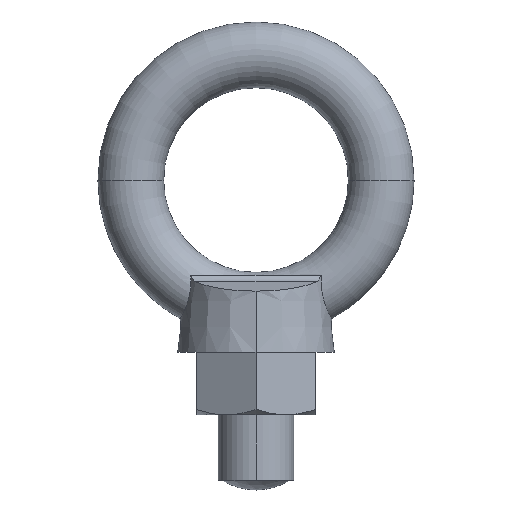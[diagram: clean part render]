
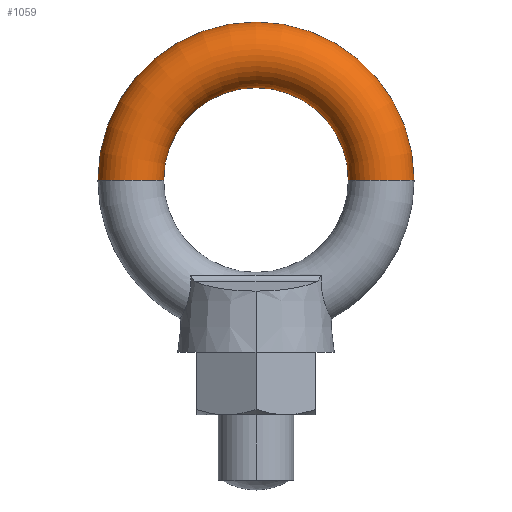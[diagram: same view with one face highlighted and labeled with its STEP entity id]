
A CAD part, top view. The second image highlights one B-rep face of the part: STEP entity #1059.
In plain terms, the highlighted toroidal (fillet/blend) face has major radius 20 mm and minor radius 5.25 mm.
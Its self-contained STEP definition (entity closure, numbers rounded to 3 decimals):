
#609 = VERTEX_POINT ( 'NONE', #1796 ) ;
#707 = VERTEX_POINT ( 'NONE', #1880 ) ;
#712 = VERTEX_POINT ( 'NONE', #1960 ) ;
#713 = VERTEX_POINT ( 'NONE', #1959 ) ;
#746 = EDGE_CURVE ( 'NONE', #609, #713, #2051, .T. ) ;
#776 = EDGE_CURVE ( 'NONE', #707, #712, #1904, .T. ) ;
#982 = EDGE_CURVE ( 'NONE', #609, #707, #2264, .T. ) ;
#992 = ORIENTED_EDGE ( 'NONE', *, *, #746, .T. ) ;
#993 = ORIENTED_EDGE ( 'NONE', *, *, #994, .T. ) ;
#994 = EDGE_CURVE ( 'NONE', #713, #712, #2397, .T. ) ;
#1017 = ORIENTED_EDGE ( 'NONE', *, *, #982, .F. ) ;
#1059 = ADVANCED_FACE ( 'NONE', ( #2498 ), #2544, .T. ) ;
#1060 = EDGE_LOOP ( 'NONE', ( #1061, #1017, #992, #993 ) ) ;
#1061 = ORIENTED_EDGE ( 'NONE', *, *, #776, .F. ) ;
#1796 = CARTESIAN_POINT ( 'NONE',  ( -14.75, 0., 0. ) ) ;
#1880 = CARTESIAN_POINT ( 'NONE',  ( -25.25, 0., 0. ) ) ;
#1904 = CIRCLE ( 'NONE', #2039, 25.25 ) ;
#1959 = CARTESIAN_POINT ( 'NONE',  ( 14.75, 0., 0. ) ) ;
#1960 = CARTESIAN_POINT ( 'NONE',  ( 25.25, 0., 0. ) ) ;
#2036 = DIRECTION ( 'NONE',  ( -1., 0., 0. ) ) ;
#2037 = DIRECTION ( 'NONE',  ( 0., 0., -1. ) ) ;
#2038 = CARTESIAN_POINT ( 'NONE',  ( 0., 0., 0. ) ) ;
#2039 = AXIS2_PLACEMENT_3D ( 'NONE', #2038, #2037, #2036 ) ;
#2047 = DIRECTION ( 'NONE',  ( -1., 0., 0. ) ) ;
#2048 = DIRECTION ( 'NONE',  ( 0., 0., -1. ) ) ;
#2049 = CARTESIAN_POINT ( 'NONE',  ( 0., 0., 0. ) ) ;
#2050 = AXIS2_PLACEMENT_3D ( 'NONE', #2049, #2048, #2047 ) ;
#2051 = CIRCLE ( 'NONE', #2050, 14.75 ) ;
#2261 = DIRECTION ( 'NONE',  ( 0., 0., -1. ) ) ;
#2262 = DIRECTION ( 'NONE',  ( 0., -1., 0. ) ) ;
#2263 = AXIS2_PLACEMENT_3D ( 'NONE', #2270, #2262, #2261 ) ;
#2264 = CIRCLE ( 'NONE', #2263, 5.25 ) ;
#2270 = CARTESIAN_POINT ( 'NONE',  ( -20., 0., 0. ) ) ;
#2393 = DIRECTION ( 'NONE',  ( -1., 0., 0. ) ) ;
#2394 = DIRECTION ( 'NONE',  ( 0., 1., 0. ) ) ;
#2395 = CARTESIAN_POINT ( 'NONE',  ( 20., 0., 0. ) ) ;
#2396 = AXIS2_PLACEMENT_3D ( 'NONE', #2395, #2394, #2393 ) ;
#2397 = CIRCLE ( 'NONE', #2396, 5.25 ) ;
#2497 = AXIS2_PLACEMENT_3D ( 'NONE', #2546, #2545, #2555 ) ;
#2498 = FACE_OUTER_BOUND ( 'NONE', #1060, .T. ) ;
#2544 = TOROIDAL_SURFACE ( 'NONE', #2497, 20., 5.25 ) ;
#2545 = DIRECTION ( 'NONE',  ( 0., 0., -1. ) ) ;
#2546 = CARTESIAN_POINT ( 'NONE',  ( 0., 0., 0. ) ) ;
#2555 = DIRECTION ( 'NONE',  ( -1., 0., 0. ) ) ;
